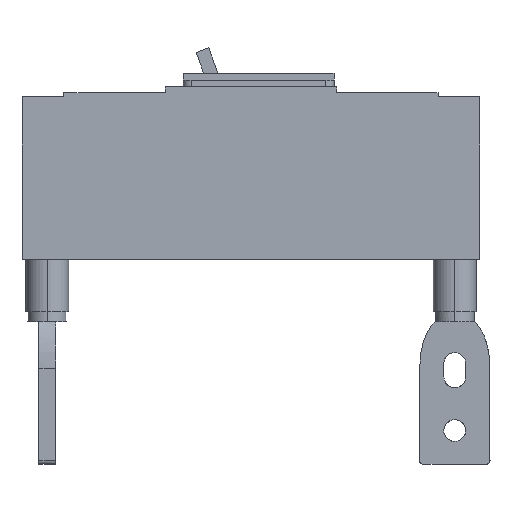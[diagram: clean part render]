
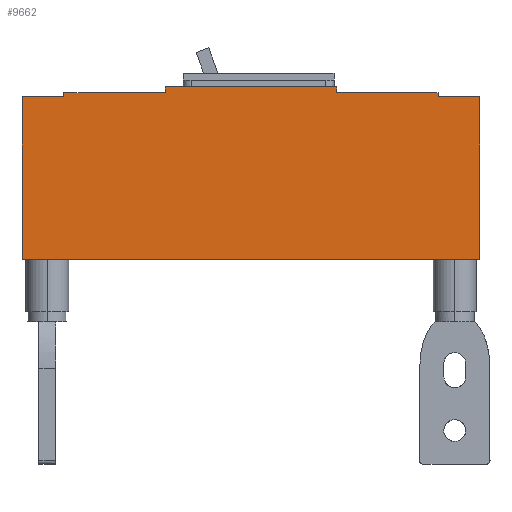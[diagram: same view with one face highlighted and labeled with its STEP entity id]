
A CAD part, left-side view. The second image highlights one B-rep face of the part: STEP entity #9662.
In plain terms, the highlighted planar face has unit normal (-1, 0, 0).
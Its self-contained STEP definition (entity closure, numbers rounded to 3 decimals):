
#129 = ORIENTED_EDGE ( 'NONE', *, *, #3846, .F. ) ;
#584 = EDGE_CURVE ( 'NONE', #817, #4039, #13405, .T. ) ;
#785 = EDGE_CURVE ( 'NONE', #4039, #3107, #7938, .T. ) ;
#817 = VERTEX_POINT ( 'NONE', #9582 ) ;
#822 = VERTEX_POINT ( 'NONE', #11565 ) ;
#915 = DIRECTION ( 'NONE',  ( 0., -1., 0. ) ) ;
#966 = CARTESIAN_POINT ( 'NONE',  ( 0., -33.9, -110. ) ) ;
#1135 = VECTOR ( 'NONE', #5409, 1000. ) ;
#1205 = EDGE_CURVE ( 'NONE', #13661, #6112, #10403, .T. ) ;
#1304 = CARTESIAN_POINT ( 'NONE',  ( 0., 208.718, -13. ) ) ;
#1449 = PLANE ( 'NONE',  #6518 ) ;
#1482 = ORIENTED_EDGE ( 'NONE', *, *, #785, .F. ) ;
#1616 = DIRECTION ( 'NONE',  ( 0., 0., -1. ) ) ;
#1985 = EDGE_CURVE ( 'NONE', #3107, #7822, #2323, .T. ) ;
#2037 = CARTESIAN_POINT ( 'NONE',  ( 0., 208.718, -10.5 ) ) ;
#2039 = CARTESIAN_POINT ( 'NONE',  ( 0., 187.5, -10.5 ) ) ;
#2088 = DIRECTION ( 'NONE',  ( 0., -1., 0. ) ) ;
#2323 = LINE ( 'NONE', #6814, #8058 ) ;
#2361 = VERTEX_POINT ( 'NONE', #8372 ) ;
#2427 = VECTOR ( 'NONE', #915, 1000. ) ;
#2901 = ORIENTED_EDGE ( 'NONE', *, *, #1205, .F. ) ;
#3107 = VERTEX_POINT ( 'NONE', #12631 ) ;
#3837 = DIRECTION ( 'NONE',  ( 0., 0., 1. ) ) ;
#3846 = EDGE_CURVE ( 'NONE', #10955, #817, #4203, .T. ) ;
#4039 = VERTEX_POINT ( 'NONE', #11117 ) ;
#4089 = LINE ( 'NONE', #11206, #1135 ) ;
#4203 = LINE ( 'NONE', #13135, #6913 ) ;
#4391 = EDGE_CURVE ( 'NONE', #7822, #7165, #6609, .T. ) ;
#4529 = ORIENTED_EDGE ( 'NONE', *, *, #584, .F. ) ;
#4728 = CARTESIAN_POINT ( 'NONE',  ( 0., 208.718, -13. ) ) ;
#4933 = EDGE_CURVE ( 'NONE', #6112, #10955, #10731, .T. ) ;
#5007 = VECTOR ( 'NONE', #10447, 1000. ) ;
#5020 = VECTOR ( 'NONE', #8748, 1000. ) ;
#5409 = DIRECTION ( 'NONE',  ( 0., 0., 1. ) ) ;
#5418 = LINE ( 'NONE', #966, #2427 ) ;
#5780 = LINE ( 'NONE', #1304, #11972 ) ;
#5962 = ORIENTED_EDGE ( 'NONE', *, *, #11217, .F. ) ;
#6018 = CARTESIAN_POINT ( 'NONE',  ( 0., 208.718, 0. ) ) ;
#6112 = VERTEX_POINT ( 'NONE', #12963 ) ;
#6518 = AXIS2_PLACEMENT_3D ( 'NONE', #6018, #14193, #7190 ) ;
#6564 = DIRECTION ( 'NONE',  ( 0., -1., 0. ) ) ;
#6609 = LINE ( 'NONE', #9603, #8251 ) ;
#6651 = ORIENTED_EDGE ( 'NONE', *, *, #4391, .F. ) ;
#6814 = CARTESIAN_POINT ( 'NONE',  ( 0., 208.718, -10.5 ) ) ;
#6865 = DIRECTION ( 'NONE',  ( 0., 0., 1. ) ) ;
#6913 = VECTOR ( 'NONE', #3837, 1000. ) ;
#7165 = VERTEX_POINT ( 'NONE', #8858 ) ;
#7190 = DIRECTION ( 'NONE',  ( 0., 0., -1. ) ) ;
#7209 = EDGE_CURVE ( 'NONE', #9491, #2361, #4089, .T. ) ;
#7591 = VECTOR ( 'NONE', #6865, 1000. ) ;
#7680 = VECTOR ( 'NONE', #2088, 1000. ) ;
#7822 = VERTEX_POINT ( 'NONE', #13793 ) ;
#7938 = LINE ( 'NONE', #9967, #9189 ) ;
#8058 = VECTOR ( 'NONE', #6564, 1000. ) ;
#8251 = VECTOR ( 'NONE', #1616, 1000. ) ;
#8372 = CARTESIAN_POINT ( 'NONE',  ( 0., 0., -13. ) ) ;
#8748 = DIRECTION ( 'NONE',  ( 0., -1., 0. ) ) ;
#8753 = ORIENTED_EDGE ( 'NONE', *, *, #8994, .F. ) ;
#8789 = EDGE_CURVE ( 'NONE', #11260, #9491, #5418, .T. ) ;
#8858 = CARTESIAN_POINT ( 'NONE',  ( 0., 25., -13. ) ) ;
#8994 = EDGE_CURVE ( 'NONE', #822, #13661, #5780, .T. ) ;
#9039 = LINE ( 'NONE', #11486, #7591 ) ;
#9170 = DIRECTION ( 'NONE',  ( 0., -1., 0. ) ) ;
#9189 = VECTOR ( 'NONE', #9978, 1000. ) ;
#9409 = CARTESIAN_POINT ( 'NONE',  ( 0., 273., -110. ) ) ;
#9491 = VERTEX_POINT ( 'NONE', #10122 ) ;
#9582 = CARTESIAN_POINT ( 'NONE',  ( 0., 187.5, -7. ) ) ;
#9603 = CARTESIAN_POINT ( 'NONE',  ( 0., 25., 0. ) ) ;
#9662 = ADVANCED_FACE ( 'NONE', ( #14906 ), #1449, .F. ) ;
#9743 = ORIENTED_EDGE ( 'NONE', *, *, #1985, .F. ) ;
#9824 = CARTESIAN_POINT ( 'NONE',  ( 0., 208.718, -7. ) ) ;
#9967 = CARTESIAN_POINT ( 'NONE',  ( 0., 85.5, 0. ) ) ;
#9978 = DIRECTION ( 'NONE',  ( 0., 0., -1. ) ) ;
#10122 = CARTESIAN_POINT ( 'NONE',  ( 0., 0., -110. ) ) ;
#10403 = LINE ( 'NONE', #13420, #13567 ) ;
#10447 = DIRECTION ( 'NONE',  ( 0., -1., 0. ) ) ;
#10678 = ORIENTED_EDGE ( 'NONE', *, *, #11097, .F. ) ;
#10731 = LINE ( 'NONE', #2037, #7680 ) ;
#10955 = VERTEX_POINT ( 'NONE', #2039 ) ;
#11058 = EDGE_LOOP ( 'NONE', ( #11480, #5962, #6651, #9743, #1482, #4529, #129, #13668, #2901, #8753, #10678, #14717 ) ) ;
#11097 = EDGE_CURVE ( 'NONE', #11260, #822, #9039, .T. ) ;
#11117 = CARTESIAN_POINT ( 'NONE',  ( 0., 85.5, -7. ) ) ;
#11206 = CARTESIAN_POINT ( 'NONE',  ( 0., 0., -110. ) ) ;
#11217 = EDGE_CURVE ( 'NONE', #7165, #2361, #13972, .T. ) ;
#11260 = VERTEX_POINT ( 'NONE', #9409 ) ;
#11480 = ORIENTED_EDGE ( 'NONE', *, *, #7209, .T. ) ;
#11486 = CARTESIAN_POINT ( 'NONE',  ( 0., 273., 0. ) ) ;
#11565 = CARTESIAN_POINT ( 'NONE',  ( 0., 273., -13. ) ) ;
#11735 = CARTESIAN_POINT ( 'NONE',  ( 0., 248., -13. ) ) ;
#11972 = VECTOR ( 'NONE', #9170, 1000. ) ;
#12631 = CARTESIAN_POINT ( 'NONE',  ( 0., 85.5, -10.5 ) ) ;
#12963 = CARTESIAN_POINT ( 'NONE',  ( 0., 248., -10.5 ) ) ;
#13135 = CARTESIAN_POINT ( 'NONE',  ( 0., 187.5, 0. ) ) ;
#13405 = LINE ( 'NONE', #9824, #5020 ) ;
#13420 = CARTESIAN_POINT ( 'NONE',  ( 0., 248., 0. ) ) ;
#13567 = VECTOR ( 'NONE', #13954, 1000. ) ;
#13661 = VERTEX_POINT ( 'NONE', #11735 ) ;
#13668 = ORIENTED_EDGE ( 'NONE', *, *, #4933, .F. ) ;
#13793 = CARTESIAN_POINT ( 'NONE',  ( 0., 25., -10.5 ) ) ;
#13954 = DIRECTION ( 'NONE',  ( 0., 0., 1. ) ) ;
#13972 = LINE ( 'NONE', #4728, #5007 ) ;
#14193 = DIRECTION ( 'NONE',  ( 1., 0., 0. ) ) ;
#14717 = ORIENTED_EDGE ( 'NONE', *, *, #8789, .T. ) ;
#14906 = FACE_OUTER_BOUND ( 'NONE', #11058, .T. ) ;
